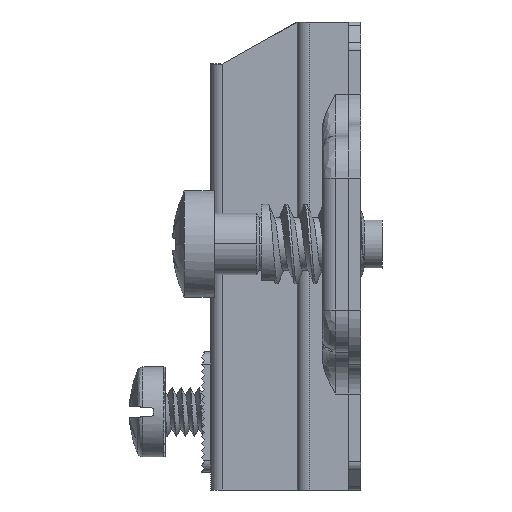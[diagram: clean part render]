
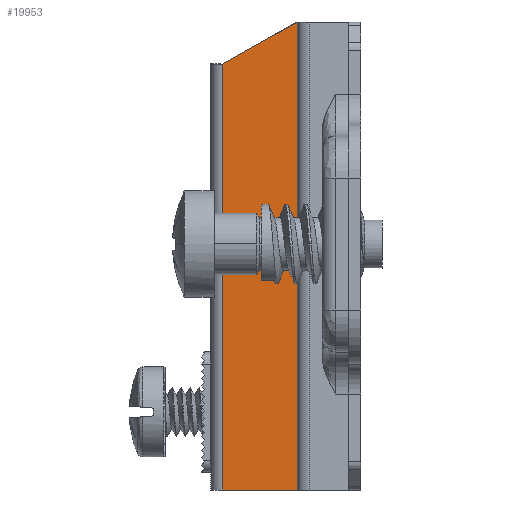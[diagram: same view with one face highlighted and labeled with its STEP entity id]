
A CAD part, left-side view. The second image highlights one B-rep face of the part: STEP entity #19953.
In plain terms, the highlighted face is planar.
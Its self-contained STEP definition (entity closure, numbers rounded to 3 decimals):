
#91 = AXIS2_PLACEMENT_3D ( 'NONE', #14982, #10341, #1825 ) ;
#210 = PLANE ( 'NONE',  #91 ) ;
#588 = LINE ( 'NONE', #20299, #18368 ) ;
#696 = LINE ( 'NONE', #17934, #1300 ) ;
#1300 = VECTOR ( 'NONE', #14602, 1000. ) ;
#1333 = ORIENTED_EDGE ( 'NONE', *, *, #10210, .T. ) ;
#1537 = VECTOR ( 'NONE', #2677, 1000. ) ;
#1825 = DIRECTION ( 'NONE',  ( 0., 0., -1. ) ) ;
#1946 = VERTEX_POINT ( 'NONE', #12134 ) ;
#2305 = VERTEX_POINT ( 'NONE', #13938 ) ;
#2448 = LINE ( 'NONE', #9263, #2597 ) ;
#2597 = VECTOR ( 'NONE', #17332, 1000. ) ;
#2677 = DIRECTION ( 'NONE',  ( -0.492, 0., -0.871 ) ) ;
#4006 = EDGE_CURVE ( 'NONE', #1946, #10678, #14216, .T. ) ;
#6167 = CARTESIAN_POINT ( 'NONE',  ( 6.5, 7., 11.5 ) ) ;
#6609 = EDGE_CURVE ( 'NONE', #12936, #1946, #696, .T. ) ;
#9263 = CARTESIAN_POINT ( 'NONE',  ( 6.5, 7., 6.25 ) ) ;
#10030 = FACE_OUTER_BOUND ( 'NONE', #14757, .T. ) ;
#10210 = EDGE_CURVE ( 'NONE', #12936, #2305, #2448, .T. ) ;
#10341 = DIRECTION ( 'NONE',  ( 0., -1., 0. ) ) ;
#10678 = VERTEX_POINT ( 'NONE', #19065 ) ;
#12134 = CARTESIAN_POINT ( 'NONE',  ( -29., 7., 11.5 ) ) ;
#12138 = DIRECTION ( 'NONE',  ( 1., 0., 0. ) ) ;
#12936 = VERTEX_POINT ( 'NONE', #6167 ) ;
#13938 = CARTESIAN_POINT ( 'NONE',  ( 6.5, 7., 5.3 ) ) ;
#14216 = LINE ( 'NONE', #17448, #1537 ) ;
#14412 = ORIENTED_EDGE ( 'NONE', *, *, #4006, .F. ) ;
#14602 = DIRECTION ( 'NONE',  ( -1., 0., 0. ) ) ;
#14757 = EDGE_LOOP ( 'NONE', ( #1333, #15746, #14412, #18626 ) ) ;
#14982 = CARTESIAN_POINT ( 'NONE',  ( -32.734, 7., 11.5 ) ) ;
#15570 = EDGE_CURVE ( 'NONE', #10678, #2305, #588, .T. ) ;
#15746 = ORIENTED_EDGE ( 'NONE', *, *, #15570, .F. ) ;
#17332 = DIRECTION ( 'NONE',  ( 0., 0., -1. ) ) ;
#17448 = CARTESIAN_POINT ( 'NONE',  ( -32.5, 7., 5.3 ) ) ;
#17934 = CARTESIAN_POINT ( 'NONE',  ( -13.117, 7., 11.5 ) ) ;
#18368 = VECTOR ( 'NONE', #12138, 1000. ) ;
#18626 = ORIENTED_EDGE ( 'NONE', *, *, #6609, .F. ) ;
#19065 = CARTESIAN_POINT ( 'NONE',  ( -32.5, 7., 5.3 ) ) ;
#19953 = ADVANCED_FACE ( 'NONE', ( #10030 ), #210, .F. ) ;
#20299 = CARTESIAN_POINT ( 'NONE',  ( -13., 7., 5.3 ) ) ;
